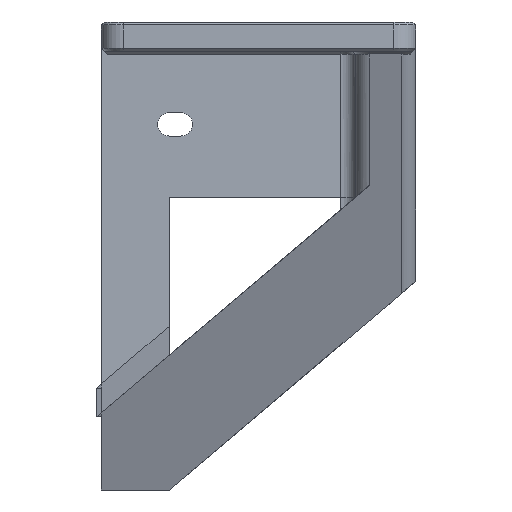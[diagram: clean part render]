
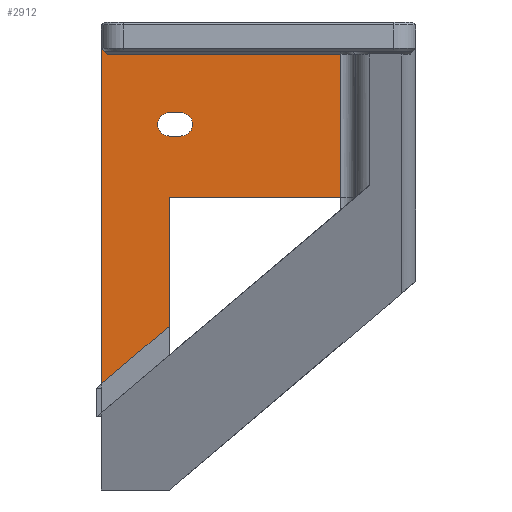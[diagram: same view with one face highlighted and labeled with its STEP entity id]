
A CAD part, left-side view. The second image highlights one B-rep face of the part: STEP entity #2912.
In plain terms, the highlighted planar face has unit normal (-1, 0, 0).
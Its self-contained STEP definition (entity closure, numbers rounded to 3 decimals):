
#27=FACE_BOUND('',#541,.T.);
#121=CIRCLE('',#3152,1.6);
#122=CIRCLE('',#3153,1.6);
#217=PLANE('',#3151);
#358=FACE_OUTER_BOUND('',#540,.T.);
#540=EDGE_LOOP('',(#2397,#2398,#2399,#2400,#2401,#2402,#2403));
#541=EDGE_LOOP('',(#2404,#2405,#2406,#2407));
#650=LINE('',#4186,#976);
#722=LINE('',#4490,#1048);
#724=LINE('',#4494,#1050);
#818=LINE('',#4752,#1144);
#819=LINE('',#4754,#1145);
#820=LINE('',#4756,#1146);
#821=LINE('',#4757,#1147);
#822=LINE('',#4762,#1148);
#823=LINE('',#4765,#1149);
#976=VECTOR('',#3292,10.);
#1048=VECTOR('',#3470,10.);
#1050=VECTOR('',#3474,10.);
#1144=VECTOR('',#3714,1000.);
#1145=VECTOR('',#3715,1000.);
#1146=VECTOR('',#3716,1000.);
#1147=VECTOR('',#3717,2.);
#1148=VECTOR('',#3720,10.);
#1149=VECTOR('',#3723,10.);
#1318=VERTEX_POINT('',#4178);
#1320=VERTEX_POINT('',#4184);
#1390=VERTEX_POINT('',#4489);
#1391=VERTEX_POINT('',#4493);
#1482=VERTEX_POINT('',#4751);
#1483=VERTEX_POINT('',#4753);
#1484=VERTEX_POINT('',#4755);
#1485=VERTEX_POINT('',#4758);
#1486=VERTEX_POINT('',#4759);
#1487=VERTEX_POINT('',#4761);
#1488=VERTEX_POINT('',#4763);
#1575=EDGE_CURVE('',#1320,#1318,#650,.T.);
#1679=EDGE_CURVE('',#1390,#1320,#722,.F.);
#1681=EDGE_CURVE('',#1390,#1391,#724,.T.);
#1811=EDGE_CURVE('',#1391,#1482,#818,.T.);
#1812=EDGE_CURVE('',#1482,#1483,#819,.T.);
#1813=EDGE_CURVE('',#1483,#1484,#820,.T.);
#1814=EDGE_CURVE('',#1318,#1484,#821,.T.);
#1815=EDGE_CURVE('',#1485,#1486,#121,.T.);
#1816=EDGE_CURVE('',#1487,#1486,#822,.T.);
#1817=EDGE_CURVE('',#1487,#1488,#122,.T.);
#1818=EDGE_CURVE('',#1488,#1485,#823,.T.);
#2397=ORIENTED_EDGE('',*,*,#1679,.F.);
#2398=ORIENTED_EDGE('',*,*,#1681,.T.);
#2399=ORIENTED_EDGE('',*,*,#1811,.T.);
#2400=ORIENTED_EDGE('',*,*,#1812,.T.);
#2401=ORIENTED_EDGE('',*,*,#1813,.T.);
#2402=ORIENTED_EDGE('',*,*,#1814,.F.);
#2403=ORIENTED_EDGE('',*,*,#1575,.F.);
#2404=ORIENTED_EDGE('',*,*,#1815,.T.);
#2405=ORIENTED_EDGE('',*,*,#1816,.F.);
#2406=ORIENTED_EDGE('',*,*,#1817,.T.);
#2407=ORIENTED_EDGE('',*,*,#1818,.T.);
#2912=ADVANCED_FACE('',(#358,#27),#217,.F.);
#3151=AXIS2_PLACEMENT_3D('',#4750,#3712,#3713);
#3152=AXIS2_PLACEMENT_3D('',#4760,#3718,#3719);
#3153=AXIS2_PLACEMENT_3D('',#4764,#3721,#3722);
#3292=DIRECTION('',(0.,-1.,0.));
#3470=DIRECTION('',(0.,0.707,0.707));
#3474=DIRECTION('',(0.,0.,-1.));
#3712=DIRECTION('center_axis',(1.,0.,0.));
#3713=DIRECTION('ref_axis',(0.,0.,-1.));
#3714=DIRECTION('',(0.,-0.763,0.646));
#3715=DIRECTION('',(0.,0.,1.));
#3716=DIRECTION('',(0.,-1.,0.));
#3717=DIRECTION('',(0.,0.,-1.));
#3718=DIRECTION('center_axis',(1.,0.,0.));
#3719=DIRECTION('ref_axis',(0.,-1.,0.));
#3720=DIRECTION('',(0.,1.,0.));
#3721=DIRECTION('center_axis',(1.,0.,0.));
#3722=DIRECTION('ref_axis',(0.,-1.,0.));
#3723=DIRECTION('',(0.,1.,0.));
#4178=CARTESIAN_POINT('',(-85.,-11.225,-0.4));
#4184=CARTESIAN_POINT('',(-85.,20.7,-0.4));
#4186=CARTESIAN_POINT('',(-85.,0.,-0.4));
#4489=CARTESIAN_POINT('',(-85.,21.5,0.4));
#4490=CARTESIAN_POINT('',(-85.,0.925,-20.175));
#4493=CARTESIAN_POINT('',(-85.,21.5,-45.456));
#4494=CARTESIAN_POINT('',(-85.,21.5,-29.));
#4750=CARTESIAN_POINT('Origin',(-85.,0.,-60.));
#4751=CARTESIAN_POINT('',(-85.,12.225,-37.607));
#4752=CARTESIAN_POINT('',(-85.,14.163,-39.247));
#4753=CARTESIAN_POINT('',(-85.,12.225,-20.));
#4754=CARTESIAN_POINT('',(-85.,12.225,-37.5));
#4755=CARTESIAN_POINT('',(-85.,-11.225,-20.));
#4756=CARTESIAN_POINT('',(-85.,-0.5,-20.));
#4757=CARTESIAN_POINT('',(-85.,-11.225,-60.));
#4758=CARTESIAN_POINT('',(-85.,12.225,-11.6));
#4759=CARTESIAN_POINT('',(-85.,12.225,-8.4));
#4760=CARTESIAN_POINT('Origin',(-85.,12.225,-10.));
#4761=CARTESIAN_POINT('',(-85.,10.625,-8.4));
#4762=CARTESIAN_POINT('',(-85.,8.062,-8.4));
#4763=CARTESIAN_POINT('',(-85.,10.625,-11.6));
#4764=CARTESIAN_POINT('Origin',(-85.,10.625,-10.));
#4765=CARTESIAN_POINT('',(-85.,6.112,-11.6));
